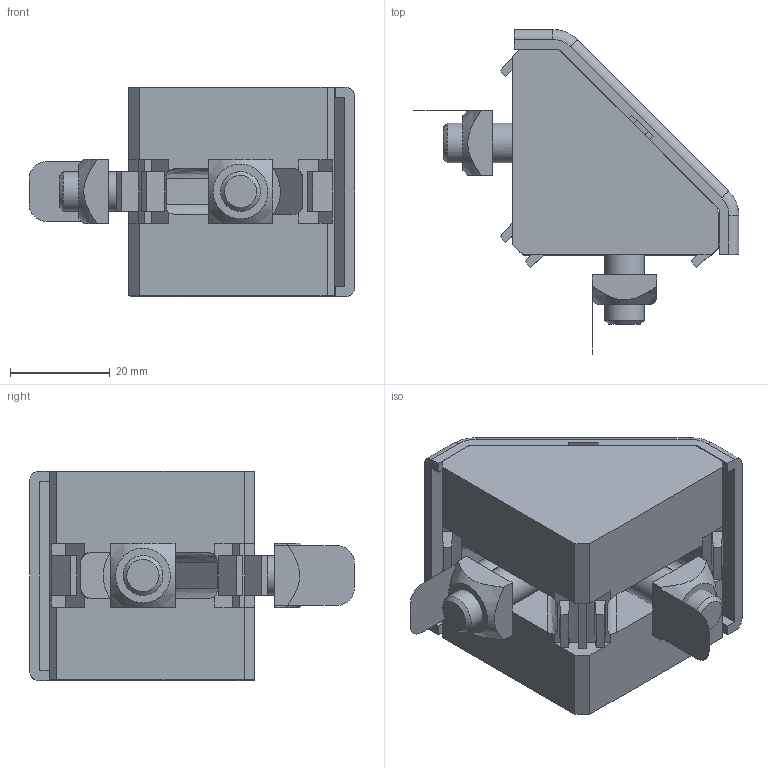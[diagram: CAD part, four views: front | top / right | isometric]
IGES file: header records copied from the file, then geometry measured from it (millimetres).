
Global section: file name: K-304343Z; native system: Autodesk Inventor 2021; preprocessor: unknown; author: PC; date: 20230120.115439; units: millimetre
Bounding box: 65.49 x 65.3 x 42.2 mm (x, y, z)
Volume: 40508.4 mm3; surface area: 23084.8 mm2
Topology: 8 solids, 8 shells, 200 faces, 546 edges, 366 vertices
Faces by surface type: bspline 200
